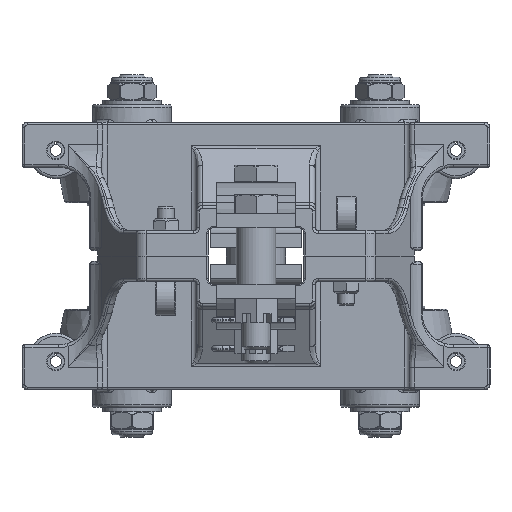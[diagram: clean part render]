
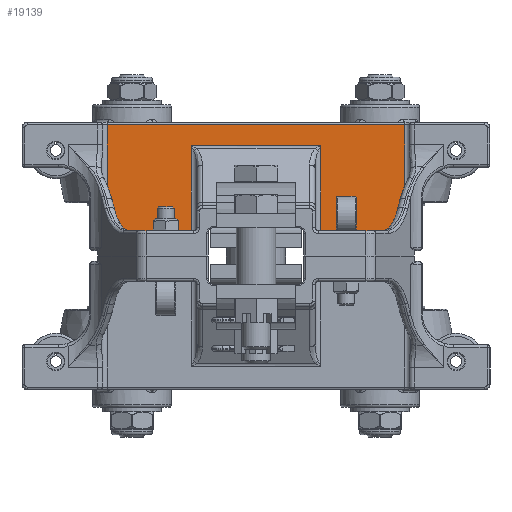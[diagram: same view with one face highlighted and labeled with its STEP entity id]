
A CAD part, front view. The second image highlights one B-rep face of the part: STEP entity #19139.
In plain terms, the highlighted planar face has unit normal (0, -1, 0).
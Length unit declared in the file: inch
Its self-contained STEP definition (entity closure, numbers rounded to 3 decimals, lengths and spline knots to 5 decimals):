
#18898=CARTESIAN_POINT('',(1.89051,2.47,2.90625));
#18899=VERTEX_POINT('',#18898);
#18924=CARTESIAN_POINT('',(8.48449,2.47,2.90625));
#18925=VERTEX_POINT('',#18924);
#18935=CARTESIAN_POINT('',(1.89051,2.47,2.90625));
#18936=DIRECTION('',(1.0,0.0,0.0));
#18937=VECTOR('',#18936,6.59398);
#18938=LINE('',#18935,#18937);
#18939=EDGE_CURVE('',#18899,#18925,#18938,.T.);
#19037=CARTESIAN_POINT('',(8.48449,2.47,0.5));
#19038=VERTEX_POINT('',#19037);
#19039=CARTESIAN_POINT('',(8.48449,2.47,2.90625));
#19040=DIRECTION('',(0.0,0.0,-1.0));
#19041=VECTOR('',#19040,2.40625);
#19042=LINE('',#19039,#19041);
#19043=EDGE_CURVE('',#18925,#19038,#19042,.T.);
#19084=CARTESIAN_POINT('',(10.375,2.47,2.41589));
#19085=DIRECTION('',(0.0,1.0,0.0));
#19086=DIRECTION('',(0.0,0.0,1.0));
#19087=AXIS2_PLACEMENT_3D('',#19084,#19085,#19086);
#19088=PLANE('',#19087);
#19089=ORIENTED_EDGE('',*,*,#18939,.F.);
#19090=CARTESIAN_POINT('',(1.89051,2.47,0.5));
#19091=VERTEX_POINT('',#19090);
#19092=CARTESIAN_POINT('',(1.89051,2.47,0.5));
#19093=DIRECTION('',(0.0,0.0,1.0));
#19094=VECTOR('',#19093,2.40625);
#19095=LINE('',#19092,#19094);
#19096=EDGE_CURVE('',#19091,#18899,#19095,.T.);
#19097=ORIENTED_EDGE('',*,*,#19096,.F.);
#19098=CARTESIAN_POINT('',(3.75,2.47,0.5));
#19099=VERTEX_POINT('',#19098);
#19100=CARTESIAN_POINT('',(3.75,2.47,0.5));
#19101=DIRECTION('',(-1.0,0.0,0.0));
#19102=VECTOR('',#19101,1.85949);
#19103=LINE('',#19100,#19102);
#19104=EDGE_CURVE('',#19099,#19091,#19103,.T.);
#19105=ORIENTED_EDGE('',*,*,#19104,.F.);
#19106=CARTESIAN_POINT('',(3.75,2.47,2.44938));
#19107=VERTEX_POINT('',#19106);
#19108=CARTESIAN_POINT('',(3.75,2.47,2.44938));
#19109=DIRECTION('',(0.0,0.0,-1.0));
#19110=VECTOR('',#19109,1.94938);
#19111=LINE('',#19108,#19110);
#19112=EDGE_CURVE('',#19107,#19099,#19111,.T.);
#19113=ORIENTED_EDGE('',*,*,#19112,.F.);
#19114=CARTESIAN_POINT('',(6.625,2.47,2.44938));
#19115=VERTEX_POINT('',#19114);
#19116=CARTESIAN_POINT('',(6.625,2.47,2.44938));
#19117=DIRECTION('',(-1.0,0.0,0.0));
#19118=VECTOR('',#19117,2.875);
#19119=LINE('',#19116,#19118);
#19120=EDGE_CURVE('',#19115,#19107,#19119,.T.);
#19121=ORIENTED_EDGE('',*,*,#19120,.F.);
#19122=CARTESIAN_POINT('',(6.625,2.47,0.5));
#19123=VERTEX_POINT('',#19122);
#19124=CARTESIAN_POINT('',(6.625,2.47,0.5));
#19125=DIRECTION('',(0.0,0.0,1.0));
#19126=VECTOR('',#19125,1.94938);
#19127=LINE('',#19124,#19126);
#19128=EDGE_CURVE('',#19123,#19115,#19127,.T.);
#19129=ORIENTED_EDGE('',*,*,#19128,.F.);
#19130=CARTESIAN_POINT('',(8.48449,2.47,0.5));
#19131=DIRECTION('',(-1.0,0.0,0.0));
#19132=VECTOR('',#19131,1.85949);
#19133=LINE('',#19130,#19132);
#19134=EDGE_CURVE('',#19038,#19123,#19133,.T.);
#19135=ORIENTED_EDGE('',*,*,#19134,.F.);
#19136=ORIENTED_EDGE('',*,*,#19043,.F.);
#19137=EDGE_LOOP('',(#19089,#19097,#19105,#19113,#19121,#19129,#19135,#19136));
#19138=FACE_OUTER_BOUND('',#19137,.T.);
#19139=ADVANCED_FACE('',(#19138),#19088,.F.);
